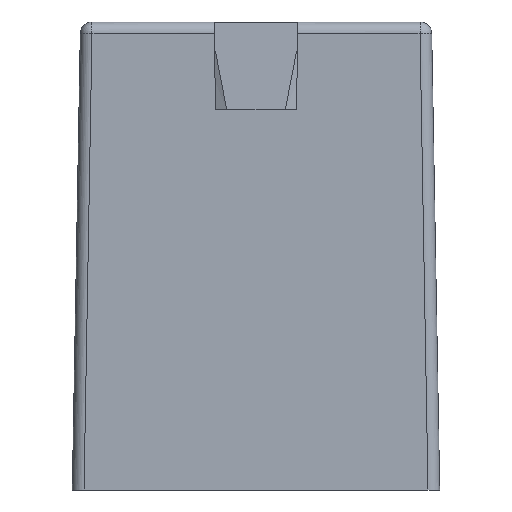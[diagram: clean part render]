
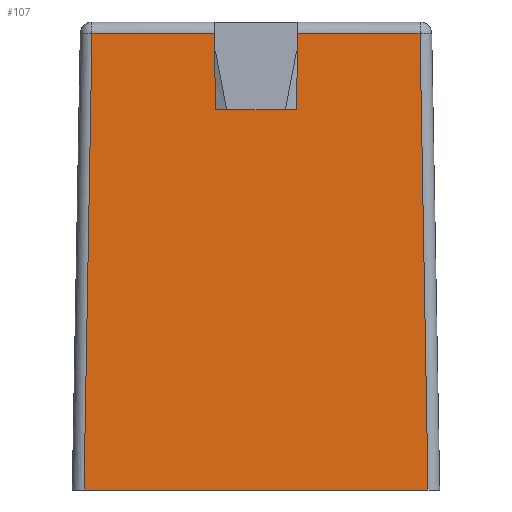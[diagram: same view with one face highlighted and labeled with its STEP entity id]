
A CAD part, left-side view. The second image highlights one B-rep face of the part: STEP entity #107.
In plain terms, the highlighted planar face has unit normal (-1, 0, 0.018).
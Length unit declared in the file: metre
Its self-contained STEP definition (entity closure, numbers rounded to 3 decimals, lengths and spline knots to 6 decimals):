
#107 = ADVANCED_FACE( '', ( #244 ), #245, .T. );
#244 = FACE_OUTER_BOUND( '', #462, .T. );
#245 = PLANE( '', #463 );
#462 = EDGE_LOOP( '', ( #1075, #1076, #1077, #1078, #1079, #1080, #1081, #1082 ) );
#463 = AXIS2_PLACEMENT_3D( '', #1083, #1084, #1085 );
#1075 = ORIENTED_EDGE( '', *, *, #1388, .F. );
#1076 = ORIENTED_EDGE( '', *, *, #1407, .F. );
#1077 = ORIENTED_EDGE( '', *, *, #1413, .T. );
#1078 = ORIENTED_EDGE( '', *, *, #1357, .T. );
#1079 = ORIENTED_EDGE( '', *, *, #1327, .F. );
#1080 = ORIENTED_EDGE( '', *, *, #1414, .F. );
#1081 = ORIENTED_EDGE( '', *, *, #1338, .T. );
#1082 = ORIENTED_EDGE( '', *, *, #1371, .T. );
#1083 = CARTESIAN_POINT( '', ( -0.001535, 0., 0.002 ) );
#1084 = DIRECTION( '', ( -1., 0., 0.017 ) );
#1085 = DIRECTION( '', ( 0., 1., 0. ) );
#1327 = EDGE_CURVE( '', #1686, #1688, #1689, .T. );
#1338 = EDGE_CURVE( '', #1707, #1705, #1708, .T. );
#1357 = EDGE_CURVE( '', #1736, #1688, #1737, .T. );
#1371 = EDGE_CURVE( '', #1705, #1755, #1757, .T. );
#1388 = EDGE_CURVE( '', #1777, #1755, #1779, .T. );
#1407 = EDGE_CURVE( '', #1519, #1777, #1800, .T. );
#1413 = EDGE_CURVE( '', #1519, #1736, #1806, .T. );
#1414 = EDGE_CURVE( '', #1707, #1686, #1807, .T. );
#1519 = VERTEX_POINT( '', #2011 );
#1686 = VERTEX_POINT( '', #2313 );
#1688 = VERTEX_POINT( '', #2315 );
#1689 = LINE( '', #2316, #2317 );
#1705 = VERTEX_POINT( '', #2348 );
#1707 = VERTEX_POINT( '', #2351 );
#1708 = LINE( '', #2352, #2353 );
#1736 = VERTEX_POINT( '', #2412 );
#1737 = LINE( '', #2413, #2414 );
#1755 = VERTEX_POINT( '', #2446 );
#1757 = LINE( '', #2449, #2450 );
#1777 = VERTEX_POINT( '', #2499 );
#1779 = LINE( '', #2505, #2506 );
#1800 = LINE( '', #2549, #2550 );
#1806 = LINE( '', #2564, #2565 );
#1807 = LINE( '', #2566, #2567 );
#2011 = CARTESIAN_POINT( '', ( -0.001502, 0.001402, 0.003902 ) );
#2313 = CARTESIAN_POINT( '', ( -0.001502, -0.001402, 0.003902 ) );
#2315 = CARTESIAN_POINT( '', ( -0.00157, -0.00147, 0. ) );
#2316 = CARTESIAN_POINT( '', ( -0.001502, -0.001402, 0.003902 ) );
#2317 = VECTOR( '', #2732, 1. );
#2348 = CARTESIAN_POINT( '', ( -0.001513, -0.000346, 0.00325 ) );
#2351 = CARTESIAN_POINT( '', ( -0.001502, -0.000357, 0.003902 ) );
#2352 = CARTESIAN_POINT( '', ( -0.001502, -0.000357, 0.003902 ) );
#2353 = VECTOR( '', #2741, 1. );
#2412 = CARTESIAN_POINT( '', ( -0.00157, 0.00147, 0. ) );
#2413 = CARTESIAN_POINT( '', ( -0.00157, 0.00147, 0. ) );
#2414 = VECTOR( '', #2766, 1. );
#2446 = CARTESIAN_POINT( '', ( -0.001513, 0.000346, 0.00325 ) );
#2449 = CARTESIAN_POINT( '', ( -0.001513, -0.000346, 0.00325 ) );
#2450 = VECTOR( '', #2781, 1. );
#2499 = CARTESIAN_POINT( '', ( -0.001502, 0.000357, 0.003902 ) );
#2505 = CARTESIAN_POINT( '', ( -0.001502, 0.000357, 0.003902 ) );
#2506 = VECTOR( '', #2795, 1. );
#2549 = CARTESIAN_POINT( '', ( -0.001502, 0.001402, 0.003902 ) );
#2550 = VECTOR( '', #2815, 1. );
#2564 = CARTESIAN_POINT( '', ( -0.001502, 0.001402, 0.003902 ) );
#2565 = VECTOR( '', #2820, 1. );
#2566 = CARTESIAN_POINT( '', ( -0.001502, -0.000357, 0.003902 ) );
#2567 = VECTOR( '', #2821, 1. );
#2732 = DIRECTION( '', ( -0.017, -0.017, -1. ) );
#2741 = DIRECTION( '', ( -0.017, 0.017, -1. ) );
#2766 = DIRECTION( '', ( 0., -1., 0. ) );
#2781 = DIRECTION( '', ( 0., 1., 0. ) );
#2795 = DIRECTION( '', ( -0.017, -0.017, -1. ) );
#2815 = DIRECTION( '', ( 0., -1., 0. ) );
#2820 = DIRECTION( '', ( -0.017, 0.017, -1. ) );
#2821 = DIRECTION( '', ( 0., -1., 0. ) );
